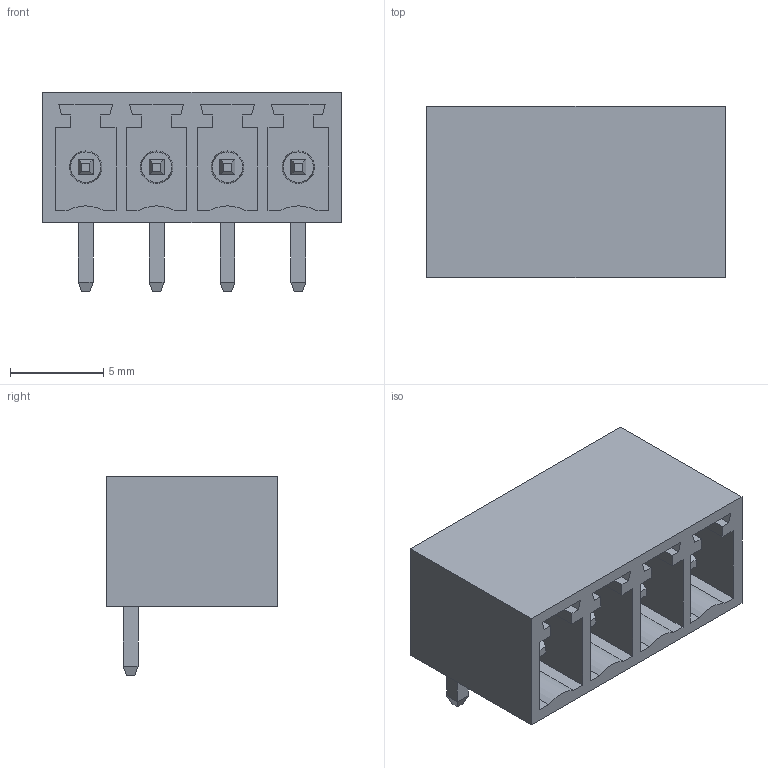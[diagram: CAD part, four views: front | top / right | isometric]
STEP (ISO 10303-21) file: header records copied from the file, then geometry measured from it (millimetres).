
FILE_DESCRIPTION (( 'STEP AP214' ), '1' );
FILE_NAME ('KF2EDGR-3.81-4P.STEP', '2023-09-29T12:23:05', ( '' ), ( '' ), 'SwSTEP 2.0', 'SolidWorks 2016', '' );
FILE_SCHEMA (( 'AUTOMOTIVE_DESIGN' ));
Length unit declared in the file: millimetre
Products named in the file (1): KF2EDGR-3.81-4P
Bounding box: 16.04 x 9.2 x 10.7 mm (x, y, z)
Volume: 593.6 mm3; surface area: 1339.8 mm2
Topology: 1 solids, 1 shells, 158 faces, 380 edges, 240 vertices
Faces by surface type: plane 138, cylinder 12, cone 8
Entity records: 6248 total; most frequent: CARTESIAN_POINT 779, ORIENTED_EDGE 760, DIRECTION 730, EDGE_CURVE 380, VECTOR 348, LINE 348, VERTEX_POINT 240, AXIS2_PLACEMENT_3D 191
